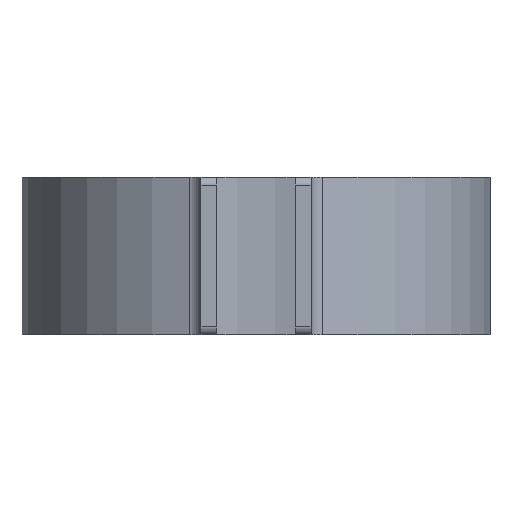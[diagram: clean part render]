
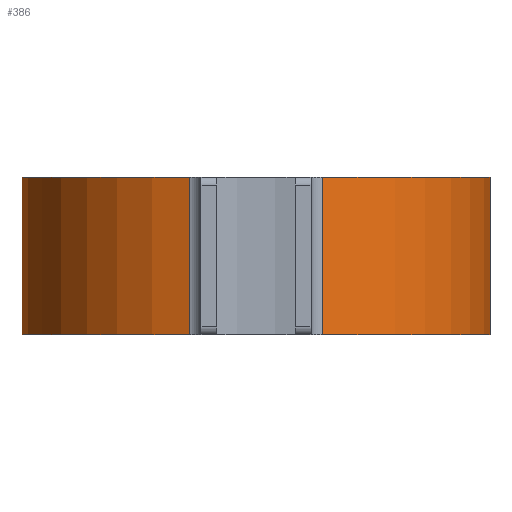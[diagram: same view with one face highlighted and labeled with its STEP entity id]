
A CAD part, left-side view. The second image highlights one B-rep face of the part: STEP entity #386.
In plain terms, the highlighted cylindrical face has radius 29.85 mm (diameter 59.7 mm), a partial arc.
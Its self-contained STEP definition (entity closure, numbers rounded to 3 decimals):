
#48=FACE_OUTER_BOUND('',#72,.T.);
#72=EDGE_LOOP('',(#337,#338,#339,#340));
#103=LINE('',#677,#133);
#104=LINE('',#681,#134);
#133=VECTOR('',#559,10.);
#134=VECTOR('',#564,10.);
#148=CIRCLE('',#425,29.85);
#157=CIRCLE('',#444,29.85);
#184=VERTEX_POINT('',#639);
#185=VERTEX_POINT('',#641);
#193=VERTEX_POINT('',#675);
#194=VERTEX_POINT('',#679);
#227=EDGE_CURVE('',#184,#185,#148,.T.);
#245=EDGE_CURVE('',#193,#185,#103,.T.);
#246=EDGE_CURVE('',#194,#193,#157,.T.);
#247=EDGE_CURVE('',#194,#184,#104,.T.);
#337=ORIENTED_EDGE('',*,*,#246,.T.);
#338=ORIENTED_EDGE('',*,*,#245,.T.);
#339=ORIENTED_EDGE('',*,*,#227,.F.);
#340=ORIENTED_EDGE('',*,*,#247,.F.);
#367=CYLINDRICAL_SURFACE('',#443,29.85);
#386=ADVANCED_FACE('',(#48),#367,.T.);
#425=AXIS2_PLACEMENT_3D('',#642,#514,#515);
#443=AXIS2_PLACEMENT_3D('',#678,#560,#561);
#444=AXIS2_PLACEMENT_3D('',#680,#562,#563);
#514=DIRECTION('center_axis',(0.,0.,1.));
#515=DIRECTION('ref_axis',(-0.959,-0.283,0.));
#559=DIRECTION('',(0.,0.,1.));
#560=DIRECTION('center_axis',(0.,0.,1.));
#561=DIRECTION('ref_axis',(1.,0.,0.));
#562=DIRECTION('center_axis',(0.,0.,1.));
#563=DIRECTION('ref_axis',(-0.959,-0.283,0.));
#564=DIRECTION('',(0.,0.,1.));
#639=CARTESIAN_POINT('',(-28.633,-8.435,20.));
#641=CARTESIAN_POINT('',(-28.633,8.435,20.));
#642=CARTESIAN_POINT('Origin',(0.,0.,20.));
#675=CARTESIAN_POINT('',(-28.633,8.435,0.));
#677=CARTESIAN_POINT('',(-28.633,8.435,0.));
#678=CARTESIAN_POINT('Origin',(0.,0.,0.));
#679=CARTESIAN_POINT('',(-28.633,-8.435,0.));
#680=CARTESIAN_POINT('Origin',(0.,0.,0.));
#681=CARTESIAN_POINT('',(-28.633,-8.435,0.));
